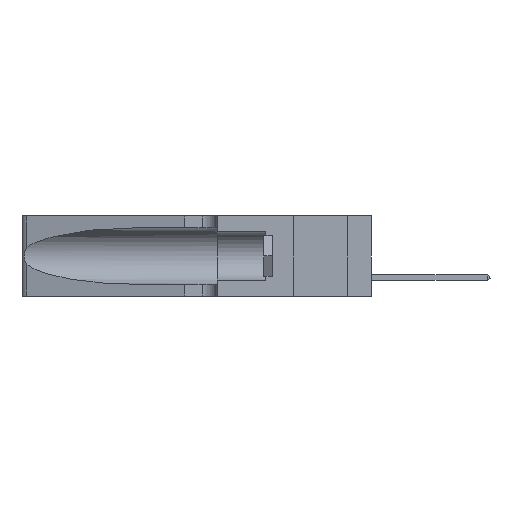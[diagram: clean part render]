
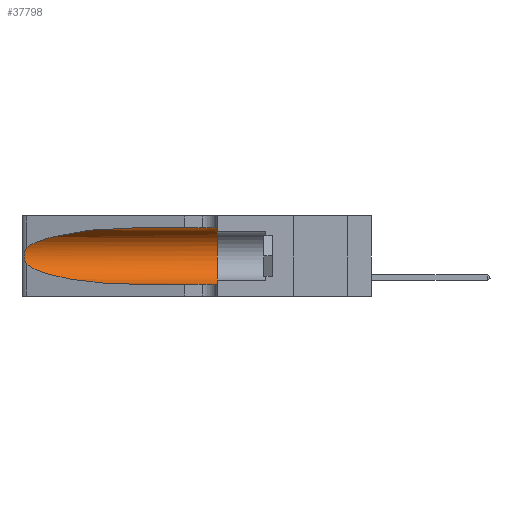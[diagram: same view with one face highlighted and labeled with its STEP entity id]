
A CAD part, left-side view. The second image highlights one B-rep face of the part: STEP entity #37798.
In plain terms, the highlighted cylindrical face has radius 3.308 mm (diameter 6.617 mm), a partial arc.
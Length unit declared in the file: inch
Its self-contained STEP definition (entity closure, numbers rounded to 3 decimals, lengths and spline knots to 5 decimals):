
#1582 = B_SPLINE_CURVE_WITH_KNOTS ( 'NONE', 3,
 ( #36723, #14518, #21464, #25205, #36086, #40491, #47971, #3640, #40964, #7682, #11384, #7849, #11539, #45010 ),
 .UNSPECIFIED., .F., .F.,
 ( 4, 2, 2, 2, 2, 2, 4 ),
 ( 0., 0.00027, 0.00053, 0.00107, 0.0016, 0.00187, 0.00214 ),
 .UNSPECIFIED. ) ;
#3640 = CARTESIAN_POINT ( 'NONE',  ( 0.26075, 1.23896, 0.178 ) ) ;
#4260 = VERTEX_POINT ( 'NONE', #16092 ) ;
#4539 = CARTESIAN_POINT ( 'NONE',  ( 0.25487, 1.22718, 0.14631 ) ) ;
#5033 = VERTEX_POINT ( 'NONE', #30606 ) ;
#5194 = DIRECTION ( 'NONE',  ( 0., 0., 1. ) ) ;
#5202 = CIRCLE ( 'NONE', #26008, 0.13025 ) ;
#5697 = EDGE_LOOP ( 'NONE', ( #33720, #27536, #23886, #16429, #43434, #17642 ) ) ;
#6476 = CARTESIAN_POINT ( 'NONE',  ( 0.1305, 0.35, 0.31525 ) ) ;
#7682 = CARTESIAN_POINT ( 'NONE',  ( 0.25856, 1.23593, 0.16098 ) ) ;
#7849 = CARTESIAN_POINT ( 'NONE',  ( 0.25639, 1.23186, 0.15144 ) ) ;
#7995 = LINE ( 'NONE', #34784, #30663 ) ;
#8801 = CARTESIAN_POINT ( 'NONE',  ( 0.25487, 1.22718, 0.22369 ) ) ;
#8916 = CARTESIAN_POINT ( 'NONE',  ( 0.1305, 0.35, 0.185 ) ) ;
#9024 = EDGE_CURVE ( 'NONE', #34545, #4260, #10158, .T. ) ;
#9551 = DIRECTION ( 'NONE',  ( 0., 1., 0. ) ) ;
#10158 =( BOUNDED_CURVE ( )  B_SPLINE_CURVE ( 3, ( #21713, #44472, #48053, #18434 ),
 .UNSPECIFIED., .F., .F. ) 
 B_SPLINE_CURVE_WITH_KNOTS ( ( 4, 4 ),
 ( 3.44316, 4.71239 ),
 .UNSPECIFIED. ) 
 CURVE ( )  GEOMETRIC_REPRESENTATION_ITEM ( )  RATIONAL_B_SPLINE_CURVE ( ( 1., 0.87, 0.87, 1. ) ) 
 REPRESENTATION_ITEM ( '' )  );
#11384 = CARTESIAN_POINT ( 'NONE',  ( 0.25789, 1.23486, 0.15765 ) ) ;
#11539 = CARTESIAN_POINT ( 'NONE',  ( 0.25555, 1.22993, 0.14849 ) ) ;
#14518 = CARTESIAN_POINT ( 'NONE',  ( 0.25555, 1.22994, 0.2215 ) ) ;
#16092 = CARTESIAN_POINT ( 'NONE',  ( 0.1305, 0.72297, 0.05475 ) ) ;
#16429 = ORIENTED_EDGE ( 'NONE', *, *, #22874, .T. ) ;
#17642 = ORIENTED_EDGE ( 'NONE', *, *, #32046, .F. ) ;
#18434 = CARTESIAN_POINT ( 'NONE',  ( 0.1305, 0.72297, 0.05475 ) ) ;
#20009 = VERTEX_POINT ( 'NONE', #23329 ) ;
#20608 = CARTESIAN_POINT ( 'NONE',  ( 0.1305, 1.61858, 0.185 ) ) ;
#21464 = CARTESIAN_POINT ( 'NONE',  ( 0.25639, 1.23184, 0.21858 ) ) ;
#21713 = CARTESIAN_POINT ( 'NONE',  ( 0.25487, 1.22718, 0.14631 ) ) ;
#22180 = AXIS2_PLACEMENT_3D ( 'NONE', #20608, #28075, #43050 ) ;
#22874 = EDGE_CURVE ( 'NONE', #4260, #41262, #25850, .T. ) ;
#23329 = CARTESIAN_POINT ( 'NONE',  ( 0.1305, 0.72297, 0.31525 ) ) ;
#23886 = ORIENTED_EDGE ( 'NONE', *, *, #9024, .T. ) ;
#24130 = VECTOR ( 'NONE', #45635, 39.37008 ) ;
#25049 = EDGE_CURVE ( 'NONE', #5033, #34545, #1582, .T. ) ;
#25205 = CARTESIAN_POINT ( 'NONE',  ( 0.25787, 1.23484, 0.2124 ) ) ;
#25850 = LINE ( 'NONE', #41898, #24130 ) ;
#26008 = AXIS2_PLACEMENT_3D ( 'NONE', #8916, #9551, #5194 ) ;
#27514 = VERTEX_POINT ( 'NONE', #6476 ) ;
#27536 = ORIENTED_EDGE ( 'NONE', *, *, #25049, .T. ) ;
#27915 = FACE_OUTER_BOUND ( 'NONE', #5697, .T. ) ;
#28075 = DIRECTION ( 'NONE',  ( 0., -1., 0. ) ) ;
#30606 = CARTESIAN_POINT ( 'NONE',  ( 0.25487, 1.22718, 0.22369 ) ) ;
#30663 = VECTOR ( 'NONE', #36069, 39.37008 ) ;
#32046 = EDGE_CURVE ( 'NONE', #20009, #27514, #7995, .T. ) ;
#32961 = EDGE_CURVE ( 'NONE', #20009, #5033, #36650, .T. ) ;
#33720 = ORIENTED_EDGE ( 'NONE', *, *, #32961, .T. ) ;
#34545 = VERTEX_POINT ( 'NONE', #4539 ) ;
#34784 = CARTESIAN_POINT ( 'NONE',  ( 0.1305, 1.61858, 0.31525 ) ) ;
#35523 = CARTESIAN_POINT ( 'NONE',  ( 0.1305, 0.35, 0.05475 ) ) ;
#36069 = DIRECTION ( 'NONE',  ( 0., -1., 0. ) ) ;
#36086 = CARTESIAN_POINT ( 'NONE',  ( 0.25854, 1.2359, 0.20912 ) ) ;
#36650 =( BOUNDED_CURVE ( )  B_SPLINE_CURVE ( 3, ( #41757, #38361, #42408, #8801 ),
 .UNSPECIFIED., .F., .F. ) 
 B_SPLINE_CURVE_WITH_KNOTS ( ( 4, 4 ),
 ( 1.5708, 2.84003 ),
 .UNSPECIFIED. ) 
 CURVE ( )  GEOMETRIC_REPRESENTATION_ITEM ( )  RATIONAL_B_SPLINE_CURVE ( ( 1., 0.87, 0.87, 1. ) ) 
 REPRESENTATION_ITEM ( '' )  );
#36723 = CARTESIAN_POINT ( 'NONE',  ( 0.25487, 1.22718, 0.22369 ) ) ;
#37798 = ADVANCED_FACE ( 'NONE', ( #27915 ), #40690, .F. ) ;
#38361 = CARTESIAN_POINT ( 'NONE',  ( 0.18966, 0.96281, 0.31525 ) ) ;
#40491 = CARTESIAN_POINT ( 'NONE',  ( 0.26018, 1.23835, 0.19895 ) ) ;
#40690 = CYLINDRICAL_SURFACE ( 'NONE', #22180, 0.13025 ) ;
#40964 = CARTESIAN_POINT ( 'NONE',  ( 0.26017, 1.23833, 0.17102 ) ) ;
#41262 = VERTEX_POINT ( 'NONE', #35523 ) ;
#41757 = CARTESIAN_POINT ( 'NONE',  ( 0.1305, 0.72297, 0.31525 ) ) ;
#41898 = CARTESIAN_POINT ( 'NONE',  ( 0.1305, 1.61858, 0.05475 ) ) ;
#42408 = CARTESIAN_POINT ( 'NONE',  ( 0.2373, 1.15595, 0.28018 ) ) ;
#43050 = DIRECTION ( 'NONE',  ( 0., 0., -1. ) ) ;
#43316 = EDGE_CURVE ( 'NONE', #27514, #41262, #5202, .T. ) ;
#43434 = ORIENTED_EDGE ( 'NONE', *, *, #43316, .F. ) ;
#44472 = CARTESIAN_POINT ( 'NONE',  ( 0.2373, 1.15595, 0.08982 ) ) ;
#45010 = CARTESIAN_POINT ( 'NONE',  ( 0.25487, 1.22718, 0.14631 ) ) ;
#45635 = DIRECTION ( 'NONE',  ( 0., -1., 0. ) ) ;
#47971 = CARTESIAN_POINT ( 'NONE',  ( 0.26075, 1.23896, 0.19203 ) ) ;
#48053 = CARTESIAN_POINT ( 'NONE',  ( 0.18966, 0.96281, 0.05475 ) ) ;
